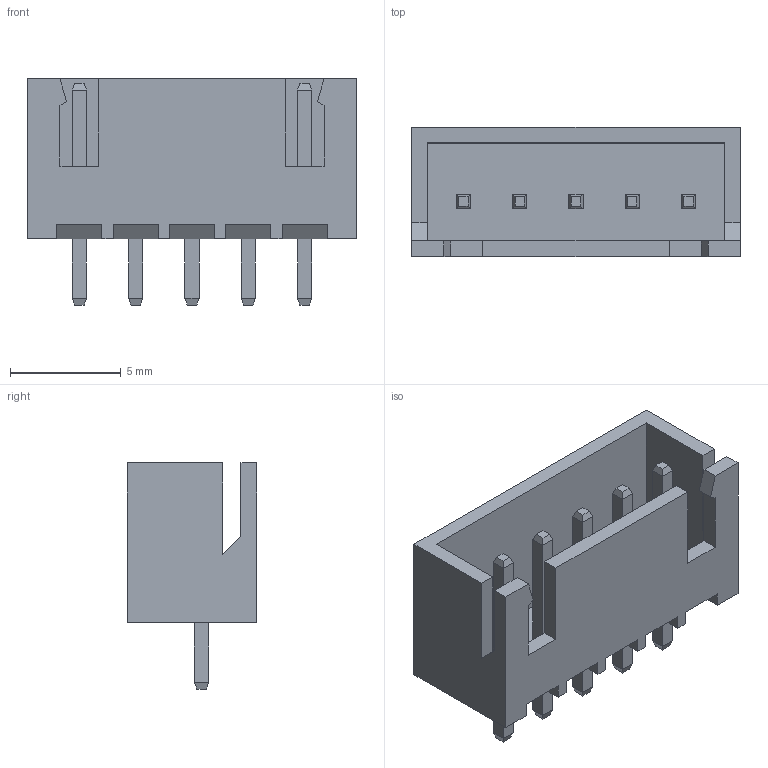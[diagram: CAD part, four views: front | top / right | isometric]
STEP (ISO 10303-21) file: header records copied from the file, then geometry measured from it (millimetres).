
FILE_DESCRIPTION(/* description */ (''),/* implementation_level */ '2;1');
FILE_NAME(/* name */ 'JST - XH - Thru (V) - 5Pin - 2.54mm v1.step',/* time_stamp */ '2022-08-04T23:09:46-04:00',/* author */ (''),/* organization */ (''),/* preprocessor_version */ 'ST-DEVELOPER v19',/* originating_system */ 'Autodesk Translation Framework v11.7.0.108',/* authorisation */ '');
FILE_SCHEMA (('AUTOMOTIVE_DESIGN { 1 0 10303 214 3 1 1 }'));
Length unit declared in the file: millimetre
Products named in the file (1): JST - XH - Thru (V) - 5Pin - 2.54mm
Bounding box: 14.83 x 5.84 x 10.21 mm (x, y, z)
Volume: 227.7 mm3; surface area: 809 mm2
Topology: 1 solids, 21 shells, 325 faces, 774 edges, 496 vertices
Faces by surface type: plane 286, bspline 39
Entity records: 9846 total; most frequent: CARTESIAN_POINT 2423, ORIENTED_EDGE 1548, DIRECTION 1270, EDGE_CURVE 774, LINE 696, VECTOR 696, VERTEX_POINT 496, EDGE_LOOP 342
